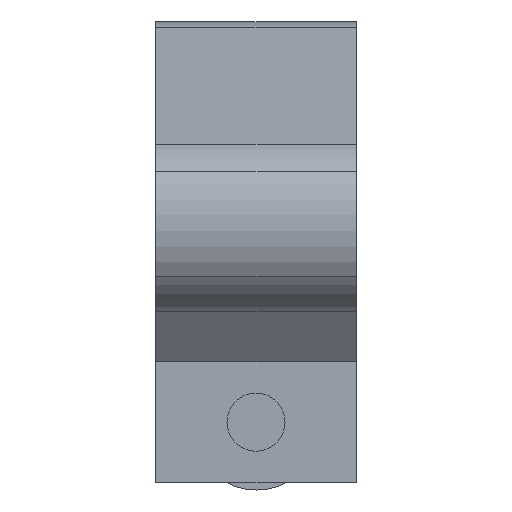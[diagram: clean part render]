
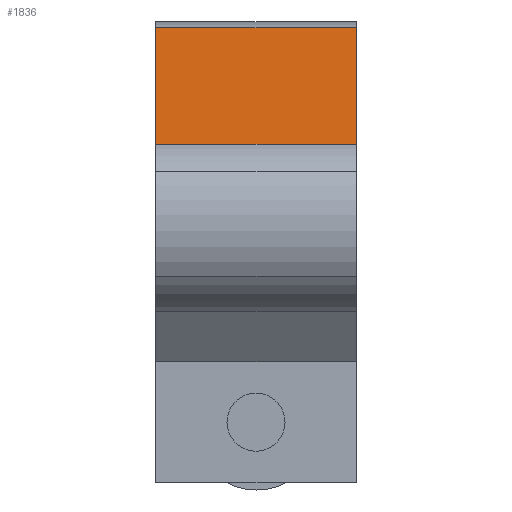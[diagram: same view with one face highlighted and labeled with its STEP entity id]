
A CAD part, left-side view. The second image highlights one B-rep face of the part: STEP entity #1836.
In plain terms, the highlighted planar face has unit normal (-0.375, 0, 0.927).
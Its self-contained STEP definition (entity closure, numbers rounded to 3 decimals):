
#44 = PLANE('',#45);
#45 = AXIS2_PLACEMENT_3D('',#46,#47,#48);
#46 = CARTESIAN_POINT('',(-0.425,5.,-12.729));
#47 = DIRECTION('',(0.,-1.,0.));
#48 = DIRECTION('',(0.,0.,-1.));
#100 = PLANE('',#101);
#101 = AXIS2_PLACEMENT_3D('',#102,#103,#104);
#102 = CARTESIAN_POINT('',(-0.425,-5.,-12.729));
#103 = DIRECTION('',(0.,-1.,0.));
#104 = DIRECTION('',(0.,0.,-1.));
#310 = VERTEX_POINT('',#311);
#311 = CARTESIAN_POINT('',(-3.22,5.,9.979));
#326 = CYLINDRICAL_SURFACE('',#327,4.);
#327 = AXIS2_PLACEMENT_3D('',#328,#329,#330);
#328 = CARTESIAN_POINT('',(-1.721,5.,6.27));
#329 = DIRECTION('',(0.,-1.,0.));
#330 = DIRECTION('',(0.,0.,1.));
#338 = EDGE_CURVE('',#310,#339,#341,.T.);
#339 = VERTEX_POINT('',#340);
#340 = CARTESIAN_POINT('',(-17.637,5.,4.154));
#341 = SURFACE_CURVE('',#342,(#346,#353),.PCURVE_S1.);
#342 = LINE('',#343,#344);
#343 = CARTESIAN_POINT('',(-2.499,5.,10.27));
#344 = VECTOR('',#345,1.);
#345 = DIRECTION('',(-0.927,0.,
    -0.375));
#346 = PCURVE('',#44,#347);
#347 = DEFINITIONAL_REPRESENTATION('',(#348),#352);
#348 = LINE('',#349,#350);
#349 = CARTESIAN_POINT('',(-22.999,-2.074));
#350 = VECTOR('',#351,1.);
#351 = DIRECTION('',(0.375,-0.927));
#352 = ( GEOMETRIC_REPRESENTATION_CONTEXT(2) 
PARAMETRIC_REPRESENTATION_CONTEXT() REPRESENTATION_CONTEXT('2D SPACE',''
  ) );
#353 = PCURVE('',#354,#359);
#354 = PLANE('',#355);
#355 = AXIS2_PLACEMENT_3D('',#356,#357,#358);
#356 = CARTESIAN_POINT('',(-2.499,5.,10.27));
#357 = DIRECTION('',(0.375,0.,-0.927
    ));
#358 = DIRECTION('',(-0.927,0.,
    -0.375));
#359 = DEFINITIONAL_REPRESENTATION('',(#360),#364);
#360 = LINE('',#361,#362);
#361 = CARTESIAN_POINT('',(0.,0.));
#362 = VECTOR('',#363,1.);
#363 = DIRECTION('',(1.,0.));
#364 = ( GEOMETRIC_REPRESENTATION_CONTEXT(2) 
PARAMETRIC_REPRESENTATION_CONTEXT() REPRESENTATION_CONTEXT('2D SPACE',''
  ) );
#383 = CYLINDRICAL_SURFACE('',#384,4.);
#384 = AXIS2_PLACEMENT_3D('',#385,#386,#387);
#385 = CARTESIAN_POINT('',(-16.139,5.,0.445));
#386 = DIRECTION('',(0.,-1.,0.));
#387 = DIRECTION('',(-0.375,0.,0.927)
  );
#1011 = VERTEX_POINT('',#1012);
#1012 = CARTESIAN_POINT('',(-3.22,-5.,9.979));
#1034 = EDGE_CURVE('',#1011,#1035,#1037,.T.);
#1035 = VERTEX_POINT('',#1036);
#1036 = CARTESIAN_POINT('',(-17.637,-5.,4.154));
#1037 = SURFACE_CURVE('',#1038,(#1042,#1049),.PCURVE_S1.);
#1038 = LINE('',#1039,#1040);
#1039 = CARTESIAN_POINT('',(-2.499,-5.,10.27));
#1040 = VECTOR('',#1041,1.);
#1041 = DIRECTION('',(-0.927,0.,
    -0.375));
#1042 = PCURVE('',#100,#1043);
#1043 = DEFINITIONAL_REPRESENTATION('',(#1044),#1048);
#1044 = LINE('',#1045,#1046);
#1045 = CARTESIAN_POINT('',(-22.999,-2.074));
#1046 = VECTOR('',#1047,1.);
#1047 = DIRECTION('',(0.375,-0.927));
#1048 = ( GEOMETRIC_REPRESENTATION_CONTEXT(2) 
PARAMETRIC_REPRESENTATION_CONTEXT() REPRESENTATION_CONTEXT('2D SPACE',''
  ) );
#1049 = PCURVE('',#354,#1050);
#1050 = DEFINITIONAL_REPRESENTATION('',(#1051),#1055);
#1051 = LINE('',#1052,#1053);
#1052 = CARTESIAN_POINT('',(0.,-10.));
#1053 = VECTOR('',#1054,1.);
#1054 = DIRECTION('',(1.,0.));
#1055 = ( GEOMETRIC_REPRESENTATION_CONTEXT(2) 
PARAMETRIC_REPRESENTATION_CONTEXT() REPRESENTATION_CONTEXT('2D SPACE',''
  ) );
#1737 = EDGE_CURVE('',#310,#1011,#1738,.T.);
#1738 = SURFACE_CURVE('',#1739,(#1743,#1750),.PCURVE_S1.);
#1739 = LINE('',#1740,#1741);
#1740 = CARTESIAN_POINT('',(-3.22,5.,9.979));
#1741 = VECTOR('',#1742,1.);
#1742 = DIRECTION('',(0.,-1.,0.));
#1743 = PCURVE('',#326,#1744);
#1744 = DEFINITIONAL_REPRESENTATION('',(#1745),#1749);
#1745 = LINE('',#1746,#1747);
#1746 = CARTESIAN_POINT('',(0.384,0.));
#1747 = VECTOR('',#1748,1.);
#1748 = DIRECTION('',(0.,1.));
#1749 = ( GEOMETRIC_REPRESENTATION_CONTEXT(2) 
PARAMETRIC_REPRESENTATION_CONTEXT() REPRESENTATION_CONTEXT('2D SPACE',''
  ) );
#1750 = PCURVE('',#354,#1751);
#1751 = DEFINITIONAL_REPRESENTATION('',(#1752),#1756);
#1752 = LINE('',#1753,#1754);
#1753 = CARTESIAN_POINT('',(0.778,0.));
#1754 = VECTOR('',#1755,1.);
#1755 = DIRECTION('',(0.,-1.));
#1756 = ( GEOMETRIC_REPRESENTATION_CONTEXT(2) 
PARAMETRIC_REPRESENTATION_CONTEXT() REPRESENTATION_CONTEXT('2D SPACE',''
  ) );
#1836 = ADVANCED_FACE('',(#1837),#354,.F.);
#1837 = FACE_BOUND('',#1838,.F.);
#1838 = EDGE_LOOP('',(#1839,#1840,#1841,#1842));
#1839 = ORIENTED_EDGE('',*,*,#338,.F.);
#1840 = ORIENTED_EDGE('',*,*,#1737,.T.);
#1841 = ORIENTED_EDGE('',*,*,#1034,.T.);
#1842 = ORIENTED_EDGE('',*,*,#1843,.F.);
#1843 = EDGE_CURVE('',#339,#1035,#1844,.T.);
#1844 = SURFACE_CURVE('',#1845,(#1849,#1856),.PCURVE_S1.);
#1845 = LINE('',#1846,#1847);
#1846 = CARTESIAN_POINT('',(-17.637,5.,4.154));
#1847 = VECTOR('',#1848,1.);
#1848 = DIRECTION('',(0.,-1.,0.));
#1849 = PCURVE('',#354,#1850);
#1850 = DEFINITIONAL_REPRESENTATION('',(#1851),#1855);
#1851 = LINE('',#1852,#1853);
#1852 = CARTESIAN_POINT('',(16.327,0.));
#1853 = VECTOR('',#1854,1.);
#1854 = DIRECTION('',(0.,-1.));
#1855 = ( GEOMETRIC_REPRESENTATION_CONTEXT(2) 
PARAMETRIC_REPRESENTATION_CONTEXT() REPRESENTATION_CONTEXT('2D SPACE',''
  ) );
#1856 = PCURVE('',#383,#1857);
#1857 = DEFINITIONAL_REPRESENTATION('',(#1858),#1862);
#1858 = LINE('',#1859,#1860);
#1859 = CARTESIAN_POINT('',(0.,0.));
#1860 = VECTOR('',#1861,1.);
#1861 = DIRECTION('',(0.,1.));
#1862 = ( GEOMETRIC_REPRESENTATION_CONTEXT(2) 
PARAMETRIC_REPRESENTATION_CONTEXT() REPRESENTATION_CONTEXT('2D SPACE',''
  ) );
